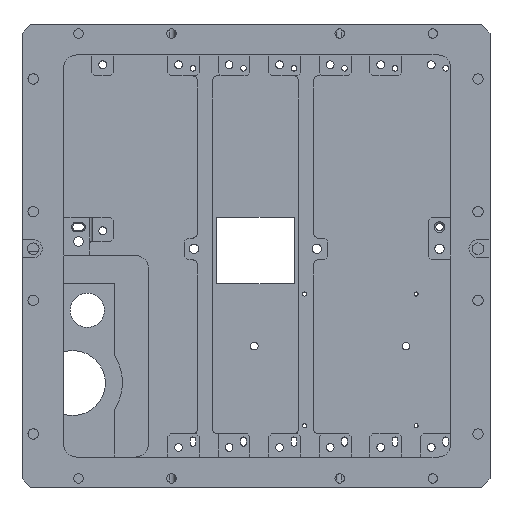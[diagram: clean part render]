
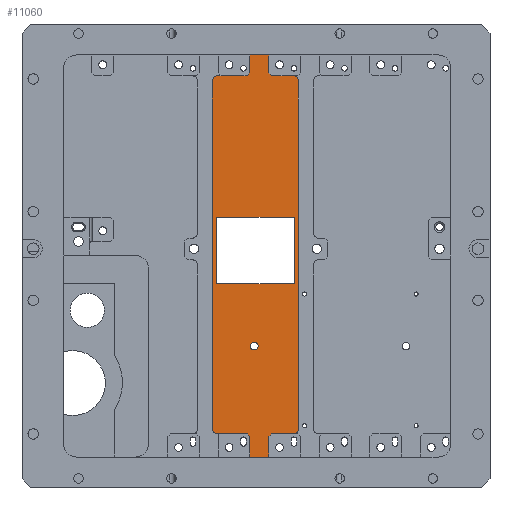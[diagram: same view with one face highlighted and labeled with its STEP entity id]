
A CAD part, front view. The second image highlights one B-rep face of the part: STEP entity #11060.
In plain terms, the highlighted planar face has unit normal (0, -1, 0).
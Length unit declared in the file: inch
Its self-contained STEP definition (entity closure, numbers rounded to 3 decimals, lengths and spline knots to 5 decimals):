
#143=FACE_BOUND('',#1512,.T.);
#144=FACE_BOUND('',#1513,.T.);
#359=PLANE('',#11899);
#837=FACE_OUTER_BOUND('',#1511,.T.);
#1511=EDGE_LOOP('',(#8772,#8773,#8774,#8775,#8776,#8777,#8778,#8779,#8780,
#8781,#8782,#8783,#8784,#8785,#8786,#8787,#8788,#8789,#8790,#8791));
#1512=EDGE_LOOP('',(#8792,#8793,#8794,#8795));
#1513=EDGE_LOOP('',(#8796));
#1873=LINE('',#15682,#3063);
#1876=LINE('',#15688,#3066);
#1879=LINE('',#15694,#3069);
#1882=LINE('',#15698,#3072);
#1980=LINE('',#15974,#3170);
#2390=LINE('',#17196,#3580);
#2392=LINE('',#17200,#3582);
#2394=LINE('',#17204,#3584);
#2397=LINE('',#17210,#3587);
#2400=LINE('',#17215,#3590);
#2426=LINE('',#17266,#3616);
#2428=LINE('',#17269,#3618);
#2430=LINE('',#17274,#3620);
#2432=LINE('',#17277,#3622);
#2436=LINE('',#17284,#3626);
#2472=LINE('',#17376,#3662);
#2476=LINE('',#17388,#3666);
#2477=LINE('',#17391,#3667);
#2478=LINE('',#17392,#3668);
#2479=LINE('',#17393,#3669);
#3063=VECTOR('',#12467,0.3937);
#3066=VECTOR('',#12472,0.3937);
#3069=VECTOR('',#12477,0.3937);
#3072=VECTOR('',#12482,0.3937);
#3170=VECTOR('',#12698,0.3937);
#3580=VECTOR('',#13864,0.3937);
#3582=VECTOR('',#13868,0.3937);
#3584=VECTOR('',#13872,0.3937);
#3587=VECTOR('',#13877,0.3937);
#3590=VECTOR('',#13882,0.3937);
#3616=VECTOR('',#13934,0.3937);
#3618=VECTOR('',#13938,0.3937);
#3620=VECTOR('',#13942,0.3937);
#3622=VECTOR('',#13946,0.3937);
#3626=VECTOR('',#13954,0.3937);
#3662=VECTOR('',#14054,0.3937);
#3666=VECTOR('',#14070,0.3937);
#3667=VECTOR('',#14073,0.3937);
#3668=VECTOR('',#14074,0.3937);
#3669=VECTOR('',#14075,0.3937);
#4324=CIRCLE('',#11555,0.0665);
#4464=CIRCLE('',#11887,0.09);
#4467=CIRCLE('',#11892,0.09);
#4469=CIRCLE('',#11898,0.09);
#4470=CIRCLE('',#11900,0.09);
#4681=VERTEX_POINT('',#15679);
#4682=VERTEX_POINT('',#15681);
#4684=VERTEX_POINT('',#15687);
#4686=VERTEX_POINT('',#15693);
#4804=VERTEX_POINT('',#15971);
#4805=VERTEX_POINT('',#15973);
#4863=VERTEX_POINT('',#16170);
#5220=VERTEX_POINT('',#17193);
#5221=VERTEX_POINT('',#17195);
#5222=VERTEX_POINT('',#17199);
#5223=VERTEX_POINT('',#17203);
#5224=VERTEX_POINT('',#17207);
#5225=VERTEX_POINT('',#17209);
#5226=VERTEX_POINT('',#17213);
#5237=VERTEX_POINT('',#17263);
#5238=VERTEX_POINT('',#17265);
#5239=VERTEX_POINT('',#17271);
#5240=VERTEX_POINT('',#17273);
#5241=VERTEX_POINT('',#17282);
#5260=VERTEX_POINT('',#17359);
#5263=VERTEX_POINT('',#17369);
#5264=VERTEX_POINT('',#17370);
#5265=VERTEX_POINT('',#17375);
#5267=VERTEX_POINT('',#17387);
#5268=VERTEX_POINT('',#17389);
#5755=EDGE_CURVE('',#4682,#4681,#1873,.T.);
#5758=EDGE_CURVE('',#4684,#4682,#1876,.T.);
#5761=EDGE_CURVE('',#4686,#4684,#1879,.T.);
#5764=EDGE_CURVE('',#4681,#4686,#1882,.T.);
#5899=EDGE_CURVE('',#4804,#4805,#1980,.T.);
#5988=EDGE_CURVE('',#4863,#4863,#4324,.T.);
#6487=EDGE_CURVE('',#5221,#5220,#2390,.T.);
#6489=EDGE_CURVE('',#5221,#5222,#2392,.F.);
#6491=EDGE_CURVE('',#5223,#5222,#2394,.T.);
#6494=EDGE_CURVE('',#5224,#5225,#2397,.F.);
#6497=EDGE_CURVE('',#5224,#5226,#2400,.T.);
#6523=EDGE_CURVE('',#5237,#5238,#2426,.F.);
#6525=EDGE_CURVE('',#5237,#4805,#2428,.T.);
#6527=EDGE_CURVE('',#5239,#5240,#2430,.F.);
#6529=EDGE_CURVE('',#4804,#5240,#2432,.T.);
#6533=EDGE_CURVE('',#5239,#5241,#2436,.T.);
#6571=EDGE_CURVE('',#5220,#5260,#4464,.T.);
#6576=EDGE_CURVE('',#5263,#5264,#4467,.T.);
#6579=EDGE_CURVE('',#5265,#5263,#2472,.T.);
#6584=EDGE_CURVE('',#5241,#5265,#4469,.T.);
#6585=EDGE_CURVE('',#5260,#5267,#2476,.T.);
#6586=EDGE_CURVE('',#5267,#5268,#4470,.T.);
#6587=EDGE_CURVE('',#5268,#5238,#2477,.T.);
#6588=EDGE_CURVE('',#5264,#5225,#2478,.T.);
#6589=EDGE_CURVE('',#5223,#5226,#2479,.T.);
#8772=ORIENTED_EDGE('',*,*,#6571,.T.);
#8773=ORIENTED_EDGE('',*,*,#6585,.T.);
#8774=ORIENTED_EDGE('',*,*,#6586,.T.);
#8775=ORIENTED_EDGE('',*,*,#6587,.T.);
#8776=ORIENTED_EDGE('',*,*,#6523,.F.);
#8777=ORIENTED_EDGE('',*,*,#6525,.T.);
#8778=ORIENTED_EDGE('',*,*,#5899,.F.);
#8779=ORIENTED_EDGE('',*,*,#6529,.T.);
#8780=ORIENTED_EDGE('',*,*,#6527,.F.);
#8781=ORIENTED_EDGE('',*,*,#6533,.T.);
#8782=ORIENTED_EDGE('',*,*,#6584,.T.);
#8783=ORIENTED_EDGE('',*,*,#6579,.T.);
#8784=ORIENTED_EDGE('',*,*,#6576,.T.);
#8785=ORIENTED_EDGE('',*,*,#6588,.T.);
#8786=ORIENTED_EDGE('',*,*,#6494,.F.);
#8787=ORIENTED_EDGE('',*,*,#6497,.T.);
#8788=ORIENTED_EDGE('',*,*,#6589,.F.);
#8789=ORIENTED_EDGE('',*,*,#6491,.T.);
#8790=ORIENTED_EDGE('',*,*,#6489,.F.);
#8791=ORIENTED_EDGE('',*,*,#6487,.T.);
#8792=ORIENTED_EDGE('',*,*,#5761,.T.);
#8793=ORIENTED_EDGE('',*,*,#5758,.T.);
#8794=ORIENTED_EDGE('',*,*,#5755,.T.);
#8795=ORIENTED_EDGE('',*,*,#5764,.T.);
#8796=ORIENTED_EDGE('',*,*,#5988,.T.);
#11060=ADVANCED_FACE('',(#837,#143,#144),#359,.F.);
#11555=AXIS2_PLACEMENT_3D('',#16172,#12931,#12932);
#11887=AXIS2_PLACEMENT_3D('',#17360,#14036,#14037);
#11892=AXIS2_PLACEMENT_3D('',#17371,#14048,#14049);
#11898=AXIS2_PLACEMENT_3D('',#17385,#14066,#14067);
#11899=AXIS2_PLACEMENT_3D('',#17386,#14068,#14069);
#11900=AXIS2_PLACEMENT_3D('',#17390,#14071,#14072);
#12467=DIRECTION('',(0.,0.,1.));
#12472=DIRECTION('',(-1.,0.,0.));
#12477=DIRECTION('',(0.,0.,-1.));
#12482=DIRECTION('',(1.,0.,0.));
#12698=DIRECTION('',(-1.,0.,0.));
#12931=DIRECTION('center_axis',(0.,1.,0.));
#12932=DIRECTION('ref_axis',(0.,0.,1.));
#13864=DIRECTION('',(-1.,0.,0.));
#13868=DIRECTION('',(-0.707,0.,-0.707));
#13872=DIRECTION('',(0.,0.,-1.));
#13877=DIRECTION('',(-0.707,0.,0.707));
#13882=DIRECTION('',(0.,0.,1.));
#13934=DIRECTION('',(0.707,0.,-0.707));
#13938=DIRECTION('',(0.,0.,-1.));
#13942=DIRECTION('',(0.707,0.,0.707));
#13946=DIRECTION('',(0.,0.,1.));
#13954=DIRECTION('',(1.,0.,0.));
#14036=DIRECTION('center_axis',(0.,-1.,0.));
#14037=DIRECTION('ref_axis',(-0.707,0.,0.707));
#14048=DIRECTION('center_axis',(0.,-1.,0.));
#14049=DIRECTION('ref_axis',(0.707,0.,0.707));
#14054=DIRECTION('',(0.,0.,1.));
#14066=DIRECTION('center_axis',(0.,-1.,0.));
#14067=DIRECTION('ref_axis',(0.707,0.,-0.707));
#14068=DIRECTION('center_axis',(0.,1.,0.));
#14069=DIRECTION('ref_axis',(1.,0.,0.));
#14070=DIRECTION('',(0.,0.,-1.));
#14071=DIRECTION('center_axis',(0.,-1.,0.));
#14072=DIRECTION('ref_axis',(-0.707,0.,-0.707));
#14073=DIRECTION('',(1.,0.,0.));
#14074=DIRECTION('',(-1.,0.,0.));
#14075=DIRECTION('',(1.,0.,0.));
#15679=CARTESIAN_POINT('',(-14.3037,0.625,0.22869));
#15681=CARTESIAN_POINT('',(-14.3037,0.625,-0.92131));
#15682=CARTESIAN_POINT('',(-14.3037,0.625,-0.39282));
#15687=CARTESIAN_POINT('',(-12.96645,0.625,-0.92131));
#15688=CARTESIAN_POINT('',(-13.61994,0.625,-0.92131));
#15693=CARTESIAN_POINT('',(-12.96645,0.625,0.22869));
#15694=CARTESIAN_POINT('',(-12.96645,0.625,-0.39282));
#15698=CARTESIAN_POINT('',(-13.61994,0.625,0.22869));
#15971=CARTESIAN_POINT('',(-13.40552,0.625,-3.91932));
#15973=CARTESIAN_POINT('',(-13.73052,0.625,-3.91932));
#15974=CARTESIAN_POINT('',(-10.25552,0.625,-3.91932));
#16170=CARTESIAN_POINT('',(-13.65552,0.625,-2.06582));
#16172=CARTESIAN_POINT('Origin',(-13.65552,0.625,-1.99932));
#17193=CARTESIAN_POINT('',(-14.29052,0.625,2.68068));
#17195=CARTESIAN_POINT('',(-13.78052,0.625,2.68068));
#17196=CARTESIAN_POINT('',(-13.66766,0.625,2.68068));
#17199=CARTESIAN_POINT('',(-13.73052,0.625,2.73068));
#17200=CARTESIAN_POINT('',(-14.50409,0.625,1.9571));
#17203=CARTESIAN_POINT('',(-13.73052,0.625,3.04068));
#17204=CARTESIAN_POINT('',(-13.73052,0.625,1.30092));
#17207=CARTESIAN_POINT('',(-13.40552,0.625,2.73068));
#17209=CARTESIAN_POINT('',(-13.35552,0.625,2.68068));
#17210=CARTESIAN_POINT('',(-12.65034,0.625,1.9755));
#17213=CARTESIAN_POINT('',(-13.40552,0.625,3.04068));
#17215=CARTESIAN_POINT('',(-13.40552,0.625,1.12068));
#17263=CARTESIAN_POINT('',(-13.73052,0.625,-3.56932));
#17265=CARTESIAN_POINT('',(-13.78052,0.625,-3.51932));
#17266=CARTESIAN_POINT('',(-14.49409,0.625,-2.80575));
#17269=CARTESIAN_POINT('',(-13.73052,0.625,-1.97932));
#17271=CARTESIAN_POINT('',(-13.35552,0.625,-3.51932));
#17273=CARTESIAN_POINT('',(-13.40552,0.625,-3.56932));
#17274=CARTESIAN_POINT('',(-12.66034,0.625,-2.82415));
#17277=CARTESIAN_POINT('',(-13.40552,0.625,-2.17932));
#17282=CARTESIAN_POINT('',(-12.98052,0.625,-3.51932));
#17284=CARTESIAN_POINT('',(-13.50516,0.625,-3.51932));
#17359=CARTESIAN_POINT('',(-14.38052,0.625,2.59068));
#17360=CARTESIAN_POINT('Origin',(-14.29052,0.625,2.59068));
#17369=CARTESIAN_POINT('',(-12.89052,0.625,2.59068));
#17370=CARTESIAN_POINT('',(-12.98052,0.625,2.68068));
#17371=CARTESIAN_POINT('Origin',(-12.98052,0.625,2.59068));
#17375=CARTESIAN_POINT('',(-12.89052,0.625,-3.42932));
#17376=CARTESIAN_POINT('',(-12.89052,0.625,-1.97932));
#17385=CARTESIAN_POINT('Origin',(-12.98052,0.625,-3.42932));
#17386=CARTESIAN_POINT('Origin',(-13.60481,0.625,-0.43932));
#17387=CARTESIAN_POINT('',(-14.38052,0.625,-3.42932));
#17388=CARTESIAN_POINT('',(-14.38052,0.625,1.12068));
#17389=CARTESIAN_POINT('',(-14.29052,0.625,-3.51932));
#17390=CARTESIAN_POINT('Origin',(-14.29052,0.625,-3.42932));
#17391=CARTESIAN_POINT('',(-13.99266,0.625,-3.51932));
#17392=CARTESIAN_POINT('',(-13.24766,0.625,2.68068));
#17393=CARTESIAN_POINT('',(-16.73411,0.625,3.04068));
